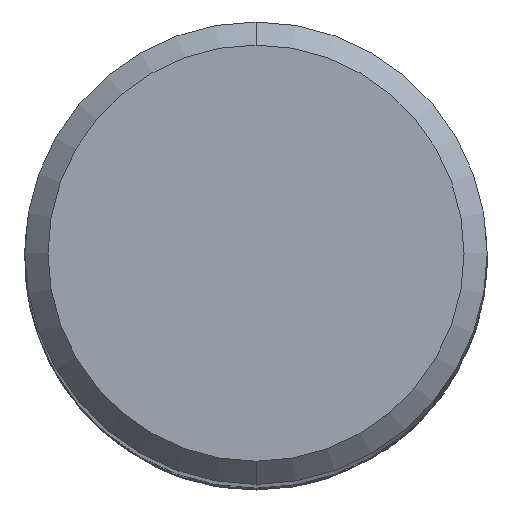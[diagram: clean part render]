
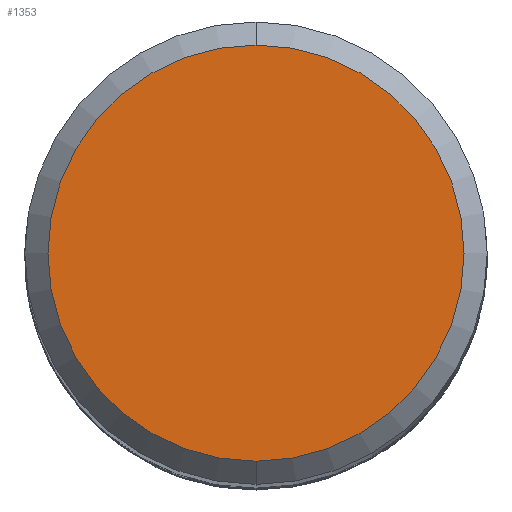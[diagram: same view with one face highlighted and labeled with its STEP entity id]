
A CAD part, top view. The second image highlights one B-rep face of the part: STEP entity #1353.
In plain terms, the highlighted planar face has unit normal (0, 0, 1).
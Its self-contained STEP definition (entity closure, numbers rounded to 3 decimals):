
#1353=ADVANCED_FACE('',(#3433),#3434,.T.);
#1609=VERTEX_POINT('',#3711);
#1779=VERTEX_POINT('',#3899);
#2495=EDGE_CURVE('',#1779,#1609,#4675,.T.);
#3009=EDGE_CURVE('',#1609,#1779,#5228,.T.);
#3433=FACE_OUTER_BOUND('',#9034,.T.);
#3434=PLANE('',#9035);
#3711=CARTESIAN_POINT('',(0.0,4.5,0.0));
#3899=CARTESIAN_POINT('',(0.,-4.5,0.0));
#4675=CIRCLE('',#21655,4.5);
#5228=CIRCLE('',#25350,4.5);
#9034=EDGE_LOOP('',(#26870,#26871));
#9035=AXIS2_PLACEMENT_3D('',#26872,#26873,#26874);
#21655=AXIS2_PLACEMENT_3D('',#28164,#28165,#28166);
#25350=AXIS2_PLACEMENT_3D('',#28682,#28683,#28684);
#26870=ORIENTED_EDGE('',*,*,#3009,.F.);
#26871=ORIENTED_EDGE('',*,*,#2495,.F.);
#26872=CARTESIAN_POINT('',(0.0,2.25,0.0));
#26873=DIRECTION('',(-0.0,0.0,1.0));
#26874=DIRECTION('',(0.0,-1.0,0.0));
#28164=CARTESIAN_POINT('',(0.0,0.0,0.0));
#28165=DIRECTION('',(0.0,0.0,-1.0));
#28166=DIRECTION('',(0.0,1.0,0.0));
#28682=CARTESIAN_POINT('',(0.0,0.0,0.0));
#28683=DIRECTION('',(0.0,0.0,-1.0));
#28684=DIRECTION('',(0.0,1.0,0.0));
